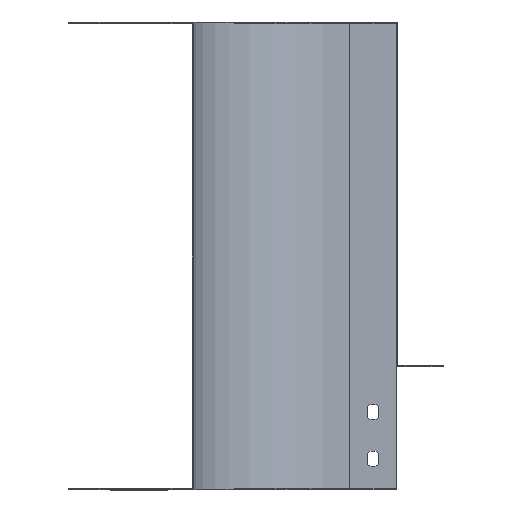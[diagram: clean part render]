
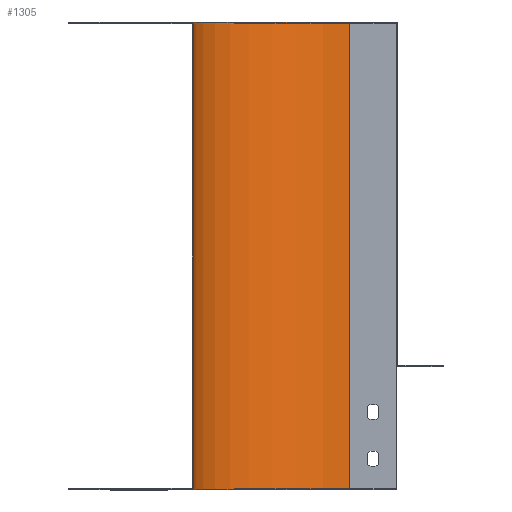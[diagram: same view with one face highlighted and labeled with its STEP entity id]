
A CAD part, left-side view. The second image highlights one B-rep face of the part: STEP entity #1305.
In plain terms, the highlighted cylindrical face has radius 100 mm (diameter 200 mm), a partial arc.
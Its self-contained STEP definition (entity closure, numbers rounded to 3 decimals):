
#73 = LINE ( 'NONE', #971, #76 ) ;
#76 = VECTOR ( 'NONE', #973, 1000. ) ;
#155 = CIRCLE ( 'NONE', #2560, 100. ) ;
#157 = LINE ( 'NONE', #1064, #159 ) ;
#158 = CIRCLE ( 'NONE', #2559, 100. ) ;
#159 = VECTOR ( 'NONE', #1065, 1000. ) ;
#201 = EDGE_LOOP ( 'NONE', ( #1195, #1198, #1188, #1196 ) ) ;
#291 = VERTEX_POINT ( 'NONE', #2489 ) ;
#294 = VERTEX_POINT ( 'NONE', #2487 ) ;
#346 = VERTEX_POINT ( 'NONE', #2448 ) ;
#352 = VERTEX_POINT ( 'NONE', #2442 ) ;
#854 = AXIS2_PLACEMENT_3D ( 'NONE', #2222, #2223, #2233 ) ;
#971 = CARTESIAN_POINT ( 'NONE',  ( -100., 130., 1. ) ) ;
#973 = DIRECTION ( 'NONE',  ( 0., 0., -1. ) ) ;
#1064 = CARTESIAN_POINT ( 'NONE',  ( 0., 30., 1. ) ) ;
#1065 = DIRECTION ( 'NONE',  ( 0., 0., -1. ) ) ;
#1079 = CARTESIAN_POINT ( 'NONE',  ( -100., 30., -299. ) ) ;
#1080 = DIRECTION ( 'NONE',  ( 0., 0., -1. ) ) ;
#1081 = DIRECTION ( 'NONE',  ( -1., 0., 0. ) ) ;
#1083 = CARTESIAN_POINT ( 'NONE',  ( -100., 30., 1. ) ) ;
#1084 = DIRECTION ( 'NONE',  ( 0., 0., -1. ) ) ;
#1085 = DIRECTION ( 'NONE',  ( -1., 0., 0. ) ) ;
#1188 = ORIENTED_EDGE ( 'NONE', *, *, #1954, .F. ) ;
#1195 = ORIENTED_EDGE ( 'NONE', *, *, #1906, .T. ) ;
#1196 = ORIENTED_EDGE ( 'NONE', *, *, #1955, .F. ) ;
#1198 = ORIENTED_EDGE ( 'NONE', *, *, #1953, .T. ) ;
#1305 = ADVANCED_FACE ( 'NONE', ( #2019 ), #2024, .F. ) ;
#1906 = EDGE_CURVE ( 'NONE', #352, #346, #73, .T. ) ;
#1953 = EDGE_CURVE ( 'NONE', #346, #294, #155, .T. ) ;
#1954 = EDGE_CURVE ( 'NONE', #291, #294, #157, .T. ) ;
#1955 = EDGE_CURVE ( 'NONE', #352, #291, #158, .T. ) ;
#2019 = FACE_OUTER_BOUND ( 'NONE', #201, .T. ) ;
#2024 = CYLINDRICAL_SURFACE ( 'NONE', #854, 100. ) ;
#2222 = CARTESIAN_POINT ( 'NONE',  ( -100., 30., 1. ) ) ;
#2223 = DIRECTION ( 'NONE',  ( 0., 0., -1. ) ) ;
#2233 = DIRECTION ( 'NONE',  ( -1., 0., 0. ) ) ;
#2442 = CARTESIAN_POINT ( 'NONE',  ( -100., 130., 1. ) ) ;
#2448 = CARTESIAN_POINT ( 'NONE',  ( -100., 130., -299. ) ) ;
#2487 = CARTESIAN_POINT ( 'NONE',  ( 0., 30., -299. ) ) ;
#2489 = CARTESIAN_POINT ( 'NONE',  ( 0., 30., 1. ) ) ;
#2559 = AXIS2_PLACEMENT_3D ( 'NONE', #1083, #1084, #1085 ) ;
#2560 = AXIS2_PLACEMENT_3D ( 'NONE', #1079, #1080, #1081 ) ;
